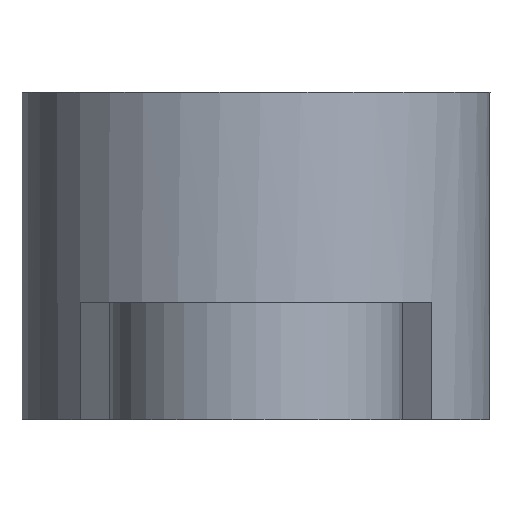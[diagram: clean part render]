
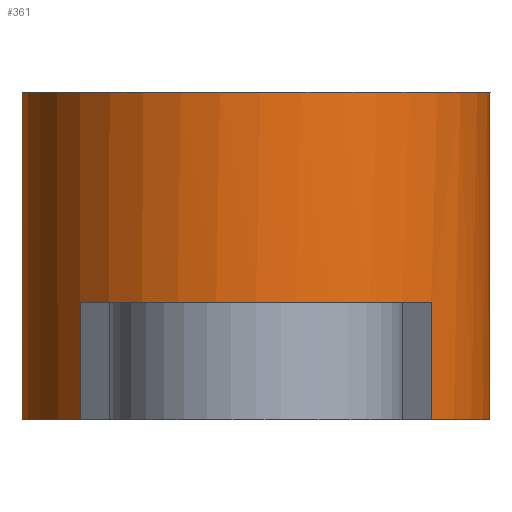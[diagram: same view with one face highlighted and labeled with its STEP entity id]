
A CAD part, left-side view. The second image highlights one B-rep face of the part: STEP entity #361.
In plain terms, the highlighted cylindrical face has radius 4 mm (diameter 8 mm), a full revolution.
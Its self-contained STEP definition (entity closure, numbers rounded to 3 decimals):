
#30=CIRCLE('',#397,4.);
#31=CIRCLE('',#398,4.);
#32=CIRCLE('',#399,4.);
#33=CIRCLE('',#400,4.);
#34=CIRCLE('',#401,4.);
#57=ORIENTED_EDGE('',*,*,#143,.F.);
#58=ORIENTED_EDGE('',*,*,#144,.T.);
#59=ORIENTED_EDGE('',*,*,#145,.F.);
#60=ORIENTED_EDGE('',*,*,#146,.F.);
#61=ORIENTED_EDGE('',*,*,#147,.T.);
#62=ORIENTED_EDGE('',*,*,#148,.F.);
#63=ORIENTED_EDGE('',*,*,#149,.T.);
#64=ORIENTED_EDGE('',*,*,#150,.F.);
#65=ORIENTED_EDGE('',*,*,#151,.T.);
#143=EDGE_CURVE('',#186,#187,#221,.T.);
#144=EDGE_CURVE('',#186,#188,#30,.F.);
#145=EDGE_CURVE('',#189,#188,#222,.F.);
#146=EDGE_CURVE('',#190,#189,#31,.T.);
#147=EDGE_CURVE('',#190,#191,#223,.F.);
#148=EDGE_CURVE('',#192,#191,#32,.F.);
#149=EDGE_CURVE('',#192,#193,#224,.T.);
#150=EDGE_CURVE('',#187,#193,#33,.T.);
#151=EDGE_CURVE('',#194,#194,#34,.T.);
#186=VERTEX_POINT('',#564);
#187=VERTEX_POINT('',#565);
#188=VERTEX_POINT('',#567);
#189=VERTEX_POINT('',#569);
#190=VERTEX_POINT('',#571);
#191=VERTEX_POINT('',#573);
#192=VERTEX_POINT('',#575);
#193=VERTEX_POINT('',#577);
#194=VERTEX_POINT('',#580);
#221=LINE('',#563,#237);
#222=LINE('',#568,#238);
#223=LINE('',#572,#239);
#224=LINE('',#576,#240);
#237=VECTOR('',#449,1000.);
#238=VECTOR('',#452,1000.);
#239=VECTOR('',#455,1000.);
#240=VECTOR('',#458,1000.);
#253=EDGE_LOOP('',(#57,#58,#59,#60,#61,#62,#63,#64));
#254=EDGE_LOOP('',(#65));
#301=FACE_BOUND('',#253,.T.);
#302=FACE_BOUND('',#254,.T.);
#349=CYLINDRICAL_SURFACE('',#396,4.);
#361=ADVANCED_FACE('',(#301,#302),#349,.T.);
#396=AXIS2_PLACEMENT_3D('',#562,#447,#448);
#397=AXIS2_PLACEMENT_3D('',#566,#450,#451);
#398=AXIS2_PLACEMENT_3D('',#570,#453,#454);
#399=AXIS2_PLACEMENT_3D('',#574,#456,#457);
#400=AXIS2_PLACEMENT_3D('',#578,#459,#460);
#401=AXIS2_PLACEMENT_3D('',#579,#461,#462);
#447=DIRECTION('',(0.,0.,-1.));
#448=DIRECTION('',(-1.,0.,0.));
#449=DIRECTION('',(0.,0.,-1.));
#450=DIRECTION('',(0.,0.,-1.));
#451=DIRECTION('',(-1.,0.,0.));
#452=DIRECTION('',(0.,0.,-1.));
#453=DIRECTION('',(0.,0.,-1.));
#454=DIRECTION('',(1.,0.,0.));
#455=DIRECTION('',(0.,0.,-1.));
#456=DIRECTION('',(0.,0.,1.));
#457=DIRECTION('',(1.,0.,0.));
#458=DIRECTION('',(0.,0.,-1.));
#459=DIRECTION('',(0.,0.,-1.));
#460=DIRECTION('',(1.,0.,0.));
#461=DIRECTION('',(0.,0.,-1.));
#462=DIRECTION('',(1.,0.,0.));
#562=CARTESIAN_POINT('',(0.,0.,5.6));
#563=CARTESIAN_POINT('',(-2.65,2.996,5.6));
#564=CARTESIAN_POINT('',(-2.65,2.996,2.));
#565=CARTESIAN_POINT('',(-2.65,2.996,0.));
#566=CARTESIAN_POINT('',(0.,0.,2.));
#567=CARTESIAN_POINT('',(-2.65,-2.996,2.));
#568=CARTESIAN_POINT('',(-2.65,-2.996,5.6));
#569=CARTESIAN_POINT('',(-2.65,-2.996,0.));
#570=CARTESIAN_POINT('',(0.,0.,0.));
#571=CARTESIAN_POINT('',(2.65,-2.996,0.));
#572=CARTESIAN_POINT('',(2.65,-2.996,5.6));
#573=CARTESIAN_POINT('',(2.65,-2.996,2.));
#574=CARTESIAN_POINT('',(0.,0.,2.));
#575=CARTESIAN_POINT('',(2.65,2.996,2.));
#576=CARTESIAN_POINT('',(2.65,2.996,5.6));
#577=CARTESIAN_POINT('',(2.65,2.996,0.));
#578=CARTESIAN_POINT('',(0.,0.,0.));
#579=CARTESIAN_POINT('',(0.,0.,5.6));
#580=CARTESIAN_POINT('',(4.,0.,5.6));
